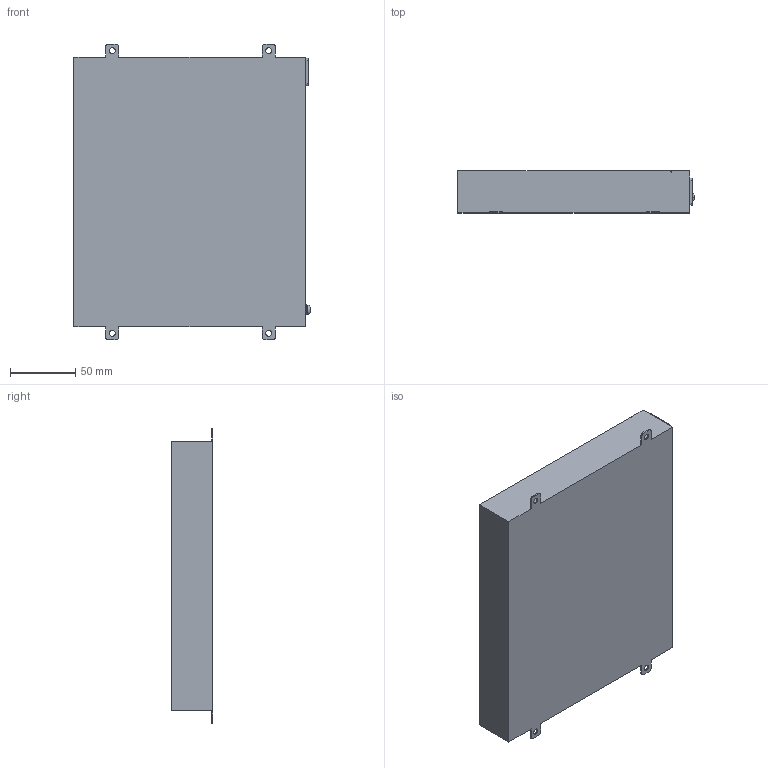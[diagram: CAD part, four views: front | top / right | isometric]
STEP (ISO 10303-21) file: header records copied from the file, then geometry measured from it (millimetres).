
FILE_DESCRIPTION(('STEP AP242'),'1');
FILE_NAME('hmiymupskt1.stp','2020-01-07T11:44:27',('TraceParts'),('TraceParts S.A.'),'Spatial InterOp 3D',' ',' ');
FILE_SCHEMA(('AP242_MANAGED_MODEL_BASED_3D_ENGINEERING_MIM_LF {1 0 10303 442 1 1 4}'));
Length unit declared in the file: millimetre
Products named in the file (1): hmiymupskt1
Bounding box: 181.3 x 32 x 227 mm (x, y, z)
Volume: 1177560 mm3; surface area: 105032.8 mm2
Topology: 1 solids, 2 shells, 1404 faces, 3828 edges, 2546 vertices
Faces by surface type: plane 654, extrusion 635, cylinder 113, revolution 2
Entity records: 67261 total; most frequent: CARTESIAN_POINT 34253, ORIENTED_EDGE 7656, DIRECTION 4819, EDGE_CURVE 3828, VECTOR 2789, VERTEX_POINT 2546, LINE 2154, B_SPLINE_CURVE_WITH_KNOTS 2065
